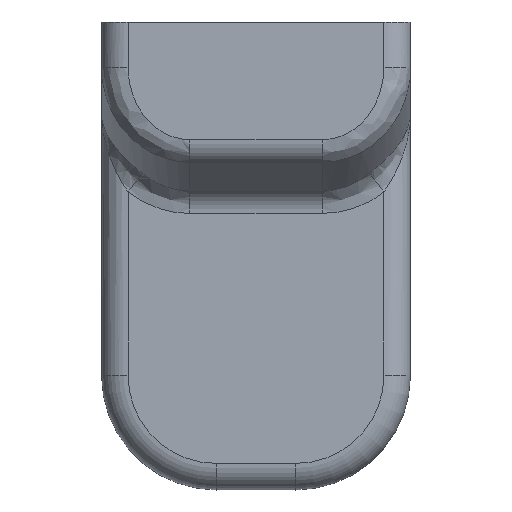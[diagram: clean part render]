
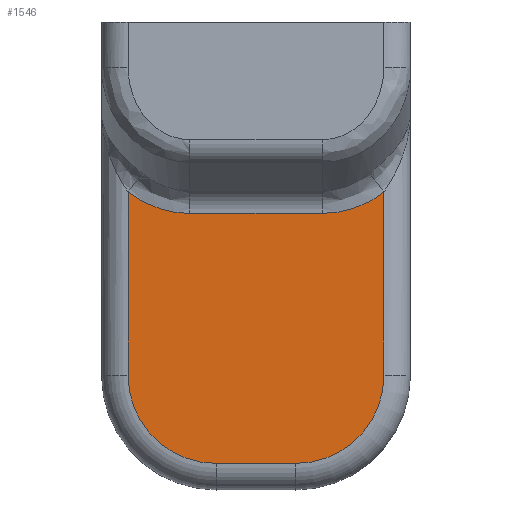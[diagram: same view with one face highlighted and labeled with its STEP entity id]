
A CAD part, top view. The second image highlights one B-rep face of the part: STEP entity #1546.
In plain terms, the highlighted planar face has unit normal (0, 0, 1).
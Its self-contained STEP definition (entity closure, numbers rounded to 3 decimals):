
#42=PLANE('',#1704);
#86=ELLIPSE('',#1696,15.277,13.);
#89=ELLIPSE('',#1707,15.277,13.);
#167=FACE_OUTER_BOUND('',#261,.T.);
#261=EDGE_LOOP('',(#1189,#1190,#1191,#1192,#1193,#1194,#1195,#1196));
#373=LINE('',#2826,#493);
#377=LINE('',#2840,#497);
#378=LINE('',#2844,#498);
#379=LINE('',#2848,#499);
#493=VECTOR('',#2014,10.);
#497=VECTOR('',#2028,10.);
#498=VECTOR('',#2031,10.);
#499=VECTOR('',#2036,10.);
#598=CIRCLE('',#1705,10.);
#599=CIRCLE('',#1706,10.);
#717=VERTEX_POINT('',#2759);
#718=VERTEX_POINT('',#2761);
#721=VERTEX_POINT('',#2814);
#722=VERTEX_POINT('',#2825);
#727=VERTEX_POINT('',#2839);
#728=VERTEX_POINT('',#2841);
#729=VERTEX_POINT('',#2843);
#730=VERTEX_POINT('',#2846);
#891=EDGE_CURVE('',#717,#718,#86,.T.);
#896=EDGE_CURVE('',#721,#722,#373,.T.);
#903=EDGE_CURVE('',#727,#717,#377,.T.);
#904=EDGE_CURVE('',#728,#727,#598,.T.);
#905=EDGE_CURVE('',#729,#728,#378,.T.);
#906=EDGE_CURVE('',#722,#729,#599,.T.);
#907=EDGE_CURVE('',#730,#721,#89,.T.);
#908=EDGE_CURVE('',#718,#730,#379,.T.);
#1189=ORIENTED_EDGE('',*,*,#903,.F.);
#1190=ORIENTED_EDGE('',*,*,#904,.F.);
#1191=ORIENTED_EDGE('',*,*,#905,.F.);
#1192=ORIENTED_EDGE('',*,*,#906,.F.);
#1193=ORIENTED_EDGE('',*,*,#896,.F.);
#1194=ORIENTED_EDGE('',*,*,#907,.F.);
#1195=ORIENTED_EDGE('',*,*,#908,.F.);
#1196=ORIENTED_EDGE('',*,*,#891,.F.);
#1546=ADVANCED_FACE('',(#167),#42,.T.);
#1696=AXIS2_PLACEMENT_3D('',#2762,#2006,#2007);
#1704=AXIS2_PLACEMENT_3D('',#2838,#2026,#2027);
#1705=AXIS2_PLACEMENT_3D('',#2842,#2029,#2030);
#1706=AXIS2_PLACEMENT_3D('',#2845,#2032,#2033);
#1707=AXIS2_PLACEMENT_3D('',#2847,#2034,#2035);
#2006=DIRECTION('center_axis',(0.,0.,1.));
#2007=DIRECTION('ref_axis',(0.,-1.,0.));
#2014=DIRECTION('',(0.,-1.,0.));
#2026=DIRECTION('center_axis',(0.,0.,1.));
#2027=DIRECTION('ref_axis',(1.,0.,0.));
#2028=DIRECTION('',(0.,1.,0.));
#2029=DIRECTION('center_axis',(0.,0.,-1.));
#2030=DIRECTION('ref_axis',(-0.707,-0.707,0.));
#2031=DIRECTION('',(-1.,0.,0.));
#2032=DIRECTION('center_axis',(0.,0.,-1.));
#2033=DIRECTION('ref_axis',(0.707,-0.707,0.));
#2034=DIRECTION('center_axis',(0.,0.,1.));
#2035=DIRECTION('ref_axis',(0.,-1.,0.));
#2036=DIRECTION('',(1.,0.,0.));
#2759=CARTESIAN_POINT('',(-14.5,2.73,2.));
#2761=CARTESIAN_POINT('',(-7.5,0.326,2.));
#2762=CARTESIAN_POINT('Origin',(-7.5,15.604,2.));
#2814=CARTESIAN_POINT('',(14.5,2.73,2.));
#2825=CARTESIAN_POINT('',(14.5,-18.,2.));
#2826=CARTESIAN_POINT('',(14.5,3.75,2.));
#2838=CARTESIAN_POINT('Origin',(0.,-14.5,2.));
#2839=CARTESIAN_POINT('',(-14.5,-18.,2.));
#2840=CARTESIAN_POINT('',(-14.5,-16.25,2.));
#2841=CARTESIAN_POINT('',(-4.5,-28.,2.));
#2842=CARTESIAN_POINT('Origin',(-4.5,-18.,2.));
#2843=CARTESIAN_POINT('',(4.5,-28.,2.));
#2844=CARTESIAN_POINT('',(2.25,-28.,2.));
#2845=CARTESIAN_POINT('Origin',(4.5,-18.,2.));
#2846=CARTESIAN_POINT('',(7.5,0.326,2.));
#2847=CARTESIAN_POINT('Origin',(7.5,15.604,2.));
#2848=CARTESIAN_POINT('',(0.,0.326,2.));
